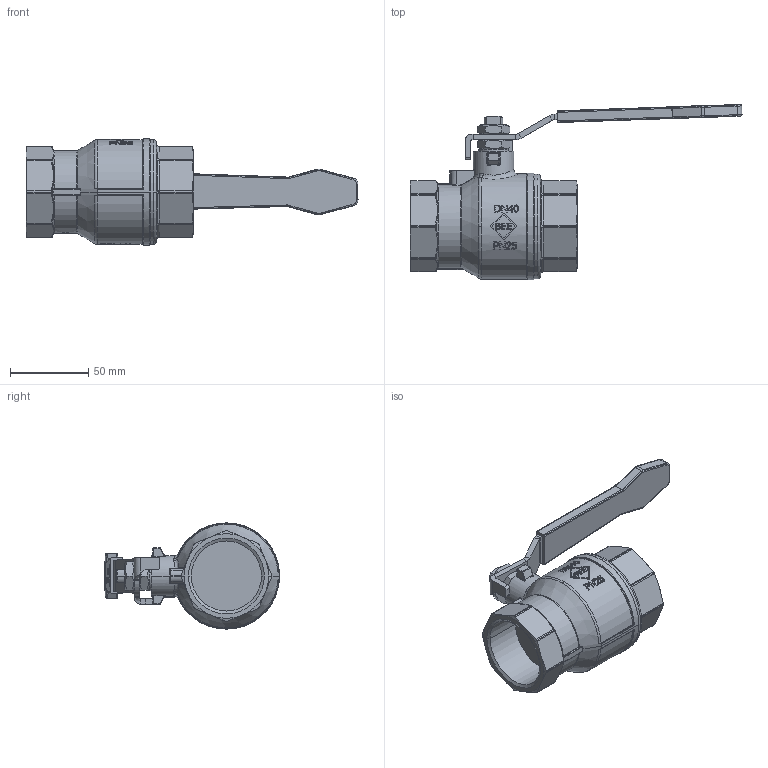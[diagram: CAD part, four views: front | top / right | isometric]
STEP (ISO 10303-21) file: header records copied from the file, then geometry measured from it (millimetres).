
FILE_DESCRIPTION(('STEP AP214'),'1');
FILE_NAME('valve_834-1_1_2.stp','2018-06-14T14:43:50',('TraceParts'),('TraceParts S.A.'),'Spatial InterOp 3D',' ',' ');
FILE_SCHEMA(('automotive_design'));
Length unit declared in the file: millimetre
Products named in the file (1): valve_834-1_1_2
Bounding box: 212.41 x 112.02 x 68 mm (x, y, z)
Volume: 266645.6 mm3; surface area: 48441.3 mm2
Topology: 1 solids, 2 shells, 1679 faces, 4436 edges, 2854 vertices
Faces by surface type: plane 684, bspline 553, cylinder 313, cone 64, torus 57, sphere 8
Entity records: 73878 total; most frequent: CARTESIAN_POINT 22452, ORIENTED_EDGE 8832, DIRECTION 6344, EDGE_CURVE 4416, VERTEX_POINT 2854, LINE 2200, VECTOR 2200, AXIS2_PLACEMENT_3D 2072
